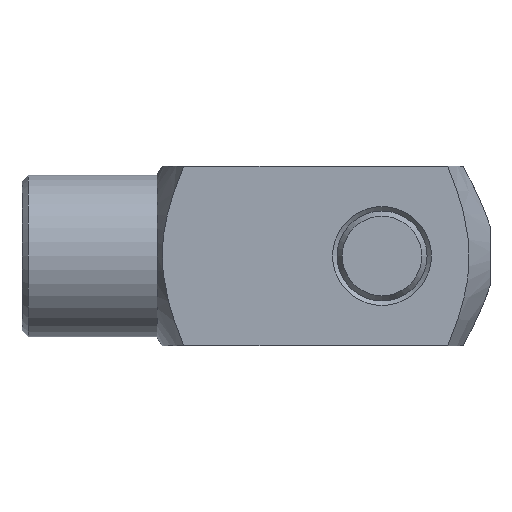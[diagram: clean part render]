
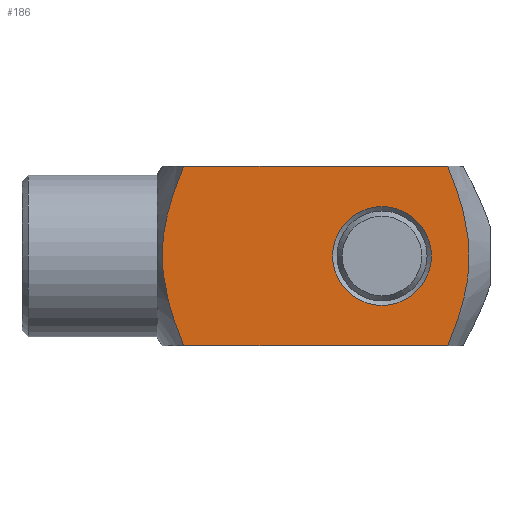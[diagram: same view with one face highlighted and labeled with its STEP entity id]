
A CAD part, front view. The second image highlights one B-rep face of the part: STEP entity #186.
In plain terms, the highlighted face is planar.
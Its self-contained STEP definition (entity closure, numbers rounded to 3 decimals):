
#77=PLANE('',#769);
#103=(
BOUNDED_CURVE()
B_SPLINE_CURVE(2,(#2437,#2438,#2439),.UNSPECIFIED.,.F.,.F.)
B_SPLINE_CURVE_WITH_KNOTS((3,3),(0.,1.),.UNSPECIFIED.)
CURVE()
GEOMETRIC_REPRESENTATION_ITEM()
RATIONAL_B_SPLINE_CURVE((1.615,2.285,1.615))
REPRESENTATION_ITEM('')
);
#106=(
BOUNDED_CURVE()
B_SPLINE_CURVE(2,(#2532,#2533,#2534),.UNSPECIFIED.,.F.,.F.)
B_SPLINE_CURVE_WITH_KNOTS((3,3),(0.,1.),.UNSPECIFIED.)
CURVE()
GEOMETRIC_REPRESENTATION_ITEM()
RATIONAL_B_SPLINE_CURVE((1.615,2.285,1.615))
REPRESENTATION_ITEM('')
);
#135=FACE_BOUND('',#270,.T.);
#136=FACE_BOUND('',#271,.T.);
#186=ADVANCED_FACE('',(#135,#136),#77,.T.);
#270=EDGE_LOOP('',(#439,#440,#441,#442));
#271=EDGE_LOOP('',(#443));
#314=CIRCLE('',#738,5.5);
#439=ORIENTED_EDGE('',*,*,#660,.T.);
#440=ORIENTED_EDGE('',*,*,#661,.F.);
#441=ORIENTED_EDGE('',*,*,#630,.T.);
#442=ORIENTED_EDGE('',*,*,#662,.F.);
#443=ORIENTED_EDGE('',*,*,#634,.F.);
#561=VERTEX_POINT('',#2436);
#562=VERTEX_POINT('',#2440);
#565=VERTEX_POINT('',#2451);
#583=VERTEX_POINT('',#2535);
#584=VERTEX_POINT('',#2536);
#630=EDGE_CURVE('',#562,#561,#103,.T.);
#634=EDGE_CURVE('',#565,#565,#314,.T.);
#660=EDGE_CURVE('',#583,#584,#106,.T.);
#661=EDGE_CURVE('',#562,#584,#699,.T.);
#662=EDGE_CURVE('',#583,#561,#700,.T.);
#699=LINE('',#2537,#713);
#700=LINE('',#2538,#714);
#713=VECTOR('',#904,1.);
#714=VECTOR('',#905,1.);
#738=AXIS2_PLACEMENT_3D('',#2450,#838,#839);
#769=AXIS2_PLACEMENT_3D('',#2539,#906,#907);
#838=DIRECTION('',(0.,0.,1.));
#839=DIRECTION('',(-1.,0.,0.));
#904=DIRECTION('',(-1.,0.,0.));
#905=DIRECTION('',(1.,0.,0.));
#906=DIRECTION('',(0.,0.,1.));
#907=DIRECTION('',(1.,0.,0.));
#2436=CARTESIAN_POINT('',(22.031,10.,10.));
#2437=CARTESIAN_POINT('',(22.031,-10.,10.));
#2438=CARTESIAN_POINT('',(26.114,0.,10.));
#2439=CARTESIAN_POINT('',(22.031,10.,10.));
#2440=CARTESIAN_POINT('',(22.031,-10.,10.));
#2450=CARTESIAN_POINT('',(0.,0.,10.));
#2451=CARTESIAN_POINT('',(5.5,0.,10.));
#2532=CARTESIAN_POINT('',(-7.299,10.,10.));
#2533=CARTESIAN_POINT('',(-11.382,0.,10.));
#2534=CARTESIAN_POINT('',(-7.299,-10.,10.));
#2535=CARTESIAN_POINT('',(-7.299,10.,10.));
#2536=CARTESIAN_POINT('',(-7.299,-10.,10.));
#2537=CARTESIAN_POINT('',(22.031,-10.,10.));
#2538=CARTESIAN_POINT('',(-7.299,10.,10.));
#2539=CARTESIAN_POINT('',(14.,0.,10.));
